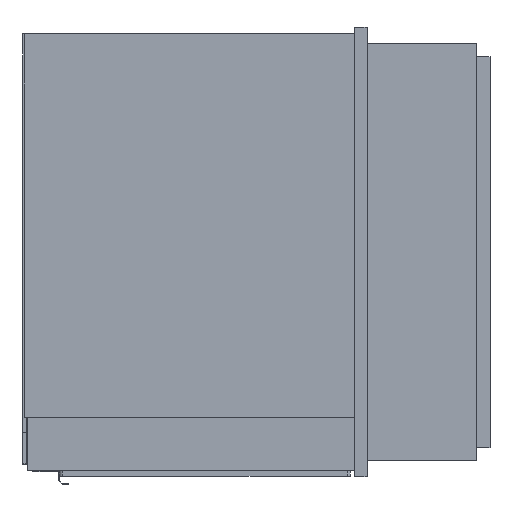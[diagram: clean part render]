
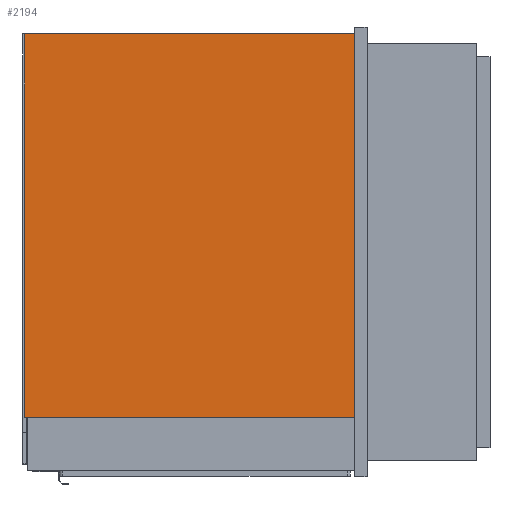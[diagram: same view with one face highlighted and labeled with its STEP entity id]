
A CAD part, left-side view. The second image highlights one B-rep face of the part: STEP entity #2194.
In plain terms, the highlighted planar face has unit normal (-1, 0, 0).
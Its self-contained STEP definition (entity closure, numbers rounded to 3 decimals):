
#193 = VERTEX_POINT ( 'NONE', #4416 ) ;
#217 = ORIENTED_EDGE ( 'NONE', *, *, #4358, .T. ) ;
#394 = ORIENTED_EDGE ( 'NONE', *, *, #3741, .T. ) ;
#528 = ORIENTED_EDGE ( 'NONE', *, *, #2867, .F. ) ;
#855 = VERTEX_POINT ( 'NONE', #2340 ) ;
#923 = DIRECTION ( 'NONE',  ( 1., 0., 0. ) ) ;
#1039 = DIRECTION ( 'NONE',  ( 0., -1., 0. ) ) ;
#1058 = CARTESIAN_POINT ( 'NONE',  ( -215., 510., -255.5 ) ) ;
#1255 = VECTOR ( 'NONE', #5188, 1000. ) ;
#1321 = EDGE_CURVE ( 'NONE', #2152, #855, #4421, .T. ) ;
#1331 = FACE_OUTER_BOUND ( 'NONE', #5317, .T. ) ;
#1355 = DIRECTION ( 'NONE',  ( 0., 0., -1. ) ) ;
#1844 = CARTESIAN_POINT ( 'NONE',  ( -215., 0., 337.5 ) ) ;
#2034 = LINE ( 'NONE', #1844, #2854 ) ;
#2045 = LINE ( 'NONE', #2083, #1255 ) ;
#2083 = CARTESIAN_POINT ( 'NONE',  ( -215., 510., 337.5 ) ) ;
#2152 = VERTEX_POINT ( 'NONE', #2902 ) ;
#2194 = ADVANCED_FACE ( 'NONE', ( #1331 ), #4925, .F. ) ;
#2319 = VECTOR ( 'NONE', #3208, 1000. ) ;
#2340 = CARTESIAN_POINT ( 'NONE',  ( -215., 0., 337.5 ) ) ;
#2854 = VECTOR ( 'NONE', #1355, 1000. ) ;
#2867 = EDGE_CURVE ( 'NONE', #855, #193, #2034, .T. ) ;
#2902 = CARTESIAN_POINT ( 'NONE',  ( -215., 510., 337.5 ) ) ;
#3024 = VERTEX_POINT ( 'NONE', #1058 ) ;
#3204 = LINE ( 'NONE', #5415, #2319 ) ;
#3208 = DIRECTION ( 'NONE',  ( 0., -1., 0. ) ) ;
#3492 = AXIS2_PLACEMENT_3D ( 'NONE', #4100, #923, #5407 ) ;
#3741 = EDGE_CURVE ( 'NONE', #3024, #193, #3204, .T. ) ;
#4100 = CARTESIAN_POINT ( 'NONE',  ( -215., 510., 337.5 ) ) ;
#4358 = EDGE_CURVE ( 'NONE', #2152, #3024, #2045, .T. ) ;
#4416 = CARTESIAN_POINT ( 'NONE',  ( -215., 0., -255.5 ) ) ;
#4421 = LINE ( 'NONE', #5379, #5105 ) ;
#4925 = PLANE ( 'NONE',  #3492 ) ;
#5105 = VECTOR ( 'NONE', #1039, 1000. ) ;
#5130 = ORIENTED_EDGE ( 'NONE', *, *, #1321, .F. ) ;
#5188 = DIRECTION ( 'NONE',  ( 0., 0., -1. ) ) ;
#5317 = EDGE_LOOP ( 'NONE', ( #394, #528, #5130, #217 ) ) ;
#5379 = CARTESIAN_POINT ( 'NONE',  ( -215., 510., 337.5 ) ) ;
#5407 = DIRECTION ( 'NONE',  ( 0., 1., 0. ) ) ;
#5415 = CARTESIAN_POINT ( 'NONE',  ( -215., 510., -255.5 ) ) ;
